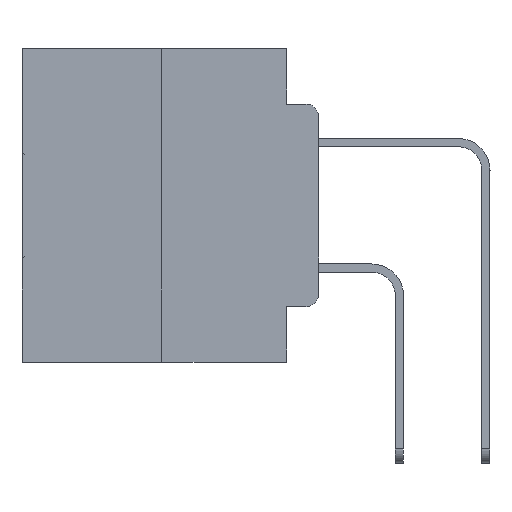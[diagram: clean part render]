
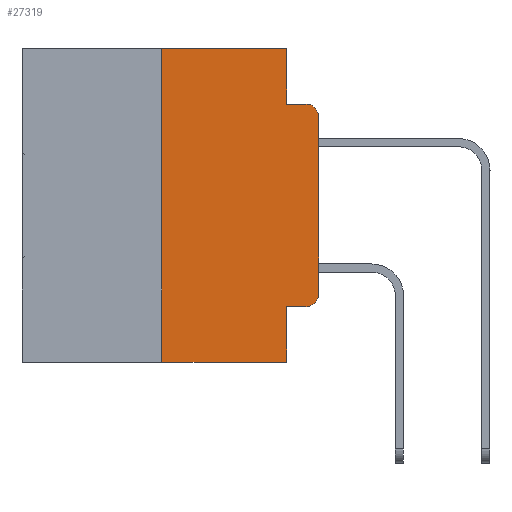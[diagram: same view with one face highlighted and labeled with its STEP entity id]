
A CAD part, left-side view. The second image highlights one B-rep face of the part: STEP entity #27319.
In plain terms, the highlighted planar face has unit normal (-1, 0, 0).
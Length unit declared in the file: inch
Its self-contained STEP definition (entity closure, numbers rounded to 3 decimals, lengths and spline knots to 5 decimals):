
#787 = DIRECTION ( 'NONE',  ( 0., -1., 0. ) ) ;
#1110 = CARTESIAN_POINT ( 'NONE',  ( 0., 0.051, -0.0885 ) ) ;
#1688 = VECTOR ( 'NONE', #5215, 39.37008 ) ;
#2372 = CARTESIAN_POINT ( 'NONE',  ( 0., 0.25, 0. ) ) ;
#2428 = EDGE_CURVE ( 'NONE', #19614, #17973, #20098, .T. ) ;
#2834 = CARTESIAN_POINT ( 'NONE',  ( 0., 0.051, -0.5 ) ) ;
#3220 = CIRCLE ( 'NONE', #4141, 0.02 ) ;
#4141 = AXIS2_PLACEMENT_3D ( 'NONE', #12608, #29557, #5454 ) ;
#5215 = DIRECTION ( 'NONE',  ( 0., -1., 0. ) ) ;
#5454 = DIRECTION ( 'NONE',  ( 0., 0., -1. ) ) ;
#5919 = CARTESIAN_POINT ( 'NONE',  ( 0., 0.25, -0.5 ) ) ;
#6021 = LINE ( 'NONE', #26659, #28244 ) ;
#6108 = CARTESIAN_POINT ( 'NONE',  ( 0., 0.051, -0.0885 ) ) ;
#7903 = CARTESIAN_POINT ( 'NONE',  ( 0., 0.473, 0. ) ) ;
#8649 = VECTOR ( 'NONE', #787, 39.37008 ) ;
#8956 = EDGE_CURVE ( 'NONE', #17909, #14135, #16233, .T. ) ;
#9234 = DIRECTION ( 'NONE',  ( 0., 0., 1. ) ) ;
#9483 = CARTESIAN_POINT ( 'NONE',  ( 0., 0.051, -0.4115 ) ) ;
#9870 = EDGE_CURVE ( 'NONE', #24285, #12126, #6021, .T. ) ;
#10464 = CARTESIAN_POINT ( 'NONE',  ( 0., 0.02, -0.0885 ) ) ;
#11108 = CARTESIAN_POINT ( 'NONE',  ( 0., 0.051, 0. ) ) ;
#11527 = DIRECTION ( 'NONE',  ( 0., 0., -1. ) ) ;
#11656 = VECTOR ( 'NONE', #25115, 39.37008 ) ;
#12126 = VERTEX_POINT ( 'NONE', #12915 ) ;
#12608 = CARTESIAN_POINT ( 'NONE',  ( 0., 0.02, -0.3915 ) ) ;
#12915 = CARTESIAN_POINT ( 'NONE',  ( 0., 0., -0.1085 ) ) ;
#13038 = VERTEX_POINT ( 'NONE', #1110 ) ;
#13062 = CARTESIAN_POINT ( 'NONE',  ( 0., 0.473, 0. ) ) ;
#13074 = AXIS2_PLACEMENT_3D ( 'NONE', #21094, #25631, #13768 ) ;
#13132 = LINE ( 'NONE', #6108, #11656 ) ;
#13713 = LINE ( 'NONE', #21591, #1688 ) ;
#13768 = DIRECTION ( 'NONE',  ( 0., 0., -1. ) ) ;
#13970 = CARTESIAN_POINT ( 'NONE',  ( 0., 0.25, 0. ) ) ;
#14128 = EDGE_LOOP ( 'NONE', ( #30069, #19387, #21131, #19820, #16508, #22896, #14642, #14443, #28502, #28124 ) ) ;
#14135 = VERTEX_POINT ( 'NONE', #2834 ) ;
#14443 = ORIENTED_EDGE ( 'NONE', *, *, #8956, .F. ) ;
#14642 = ORIENTED_EDGE ( 'NONE', *, *, #27347, .T. ) ;
#15475 = CARTESIAN_POINT ( 'NONE',  ( 0., 0.473, -0.5 ) ) ;
#15788 = DIRECTION ( 'NONE',  ( 0., -1., 0. ) ) ;
#15907 = LINE ( 'NONE', #15475, #21535 ) ;
#16233 = LINE ( 'NONE', #11108, #28307 ) ;
#16508 = ORIENTED_EDGE ( 'NONE', *, *, #19423, .F. ) ;
#17368 = EDGE_CURVE ( 'NONE', #17909, #30326, #13713, .T. ) ;
#17872 = DIRECTION ( 'NONE',  ( 0., 0., -1. ) ) ;
#17909 = VERTEX_POINT ( 'NONE', #9483 ) ;
#17911 = CARTESIAN_POINT ( 'NONE',  ( 0., 0.051, 0. ) ) ;
#17973 = VERTEX_POINT ( 'NONE', #2372 ) ;
#18461 = EDGE_CURVE ( 'NONE', #12126, #22098, #21114, .T. ) ;
#19387 = ORIENTED_EDGE ( 'NONE', *, *, #18461, .T. ) ;
#19389 = DIRECTION ( 'NONE',  ( 0., 0., -1. ) ) ;
#19423 = EDGE_CURVE ( 'NONE', #17973, #30153, #21460, .T. ) ;
#19614 = VERTEX_POINT ( 'NONE', #5919 ) ;
#19820 = ORIENTED_EDGE ( 'NONE', *, *, #30343, .F. ) ;
#20098 = LINE ( 'NONE', #13970, #30673 ) ;
#21094 = CARTESIAN_POINT ( 'NONE',  ( 0., 0.02, -0.1085 ) ) ;
#21114 = CIRCLE ( 'NONE', #13074, 0.02 ) ;
#21131 = ORIENTED_EDGE ( 'NONE', *, *, #29603, .F. ) ;
#21460 = LINE ( 'NONE', #7903, #8649 ) ;
#21535 = VECTOR ( 'NONE', #15788, 39.37008 ) ;
#21591 = CARTESIAN_POINT ( 'NONE',  ( 0., 0.051, -0.4115 ) ) ;
#22093 = DIRECTION ( 'NONE',  ( 0., 0., 1. ) ) ;
#22098 = VERTEX_POINT ( 'NONE', #10464 ) ;
#22896 = ORIENTED_EDGE ( 'NONE', *, *, #2428, .F. ) ;
#23080 = AXIS2_PLACEMENT_3D ( 'NONE', #13062, #27682, #17872 ) ;
#23412 = FACE_OUTER_BOUND ( 'NONE', #14128, .T. ) ;
#24285 = VERTEX_POINT ( 'NONE', #25782 ) ;
#25115 = DIRECTION ( 'NONE',  ( 0., -1., 0. ) ) ;
#25191 = EDGE_CURVE ( 'NONE', #30326, #24285, #3220, .T. ) ;
#25631 = DIRECTION ( 'NONE',  ( -1., 0., 0. ) ) ;
#25782 = CARTESIAN_POINT ( 'NONE',  ( 0., 0., -0.3915 ) ) ;
#25865 = LINE ( 'NONE', #30575, #28149 ) ;
#25920 = CARTESIAN_POINT ( 'NONE',  ( 0., 0.02, -0.4115 ) ) ;
#26659 = CARTESIAN_POINT ( 'NONE',  ( 0., 0., 0. ) ) ;
#27319 = ADVANCED_FACE ( 'NONE', ( #23412 ), #27788, .F. ) ;
#27347 = EDGE_CURVE ( 'NONE', #19614, #14135, #15907, .T. ) ;
#27682 = DIRECTION ( 'NONE',  ( 1., 0., 0. ) ) ;
#27788 = PLANE ( 'NONE',  #23080 ) ;
#28124 = ORIENTED_EDGE ( 'NONE', *, *, #25191, .T. ) ;
#28149 = VECTOR ( 'NONE', #11527, 39.37008 ) ;
#28244 = VECTOR ( 'NONE', #22093, 39.37008 ) ;
#28307 = VECTOR ( 'NONE', #19389, 39.37008 ) ;
#28502 = ORIENTED_EDGE ( 'NONE', *, *, #17368, .T. ) ;
#29557 = DIRECTION ( 'NONE',  ( -1., 0., 0. ) ) ;
#29603 = EDGE_CURVE ( 'NONE', #13038, #22098, #13132, .T. ) ;
#30069 = ORIENTED_EDGE ( 'NONE', *, *, #9870, .T. ) ;
#30153 = VERTEX_POINT ( 'NONE', #17911 ) ;
#30326 = VERTEX_POINT ( 'NONE', #25920 ) ;
#30343 = EDGE_CURVE ( 'NONE', #30153, #13038, #25865, .T. ) ;
#30575 = CARTESIAN_POINT ( 'NONE',  ( 0., 0.051, 0. ) ) ;
#30673 = VECTOR ( 'NONE', #9234, 39.37008 ) ;
